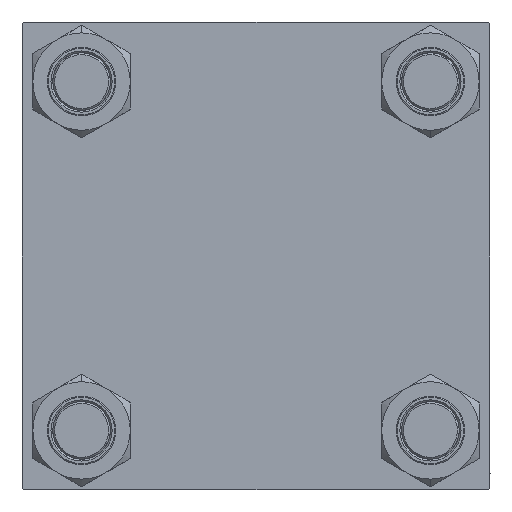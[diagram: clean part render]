
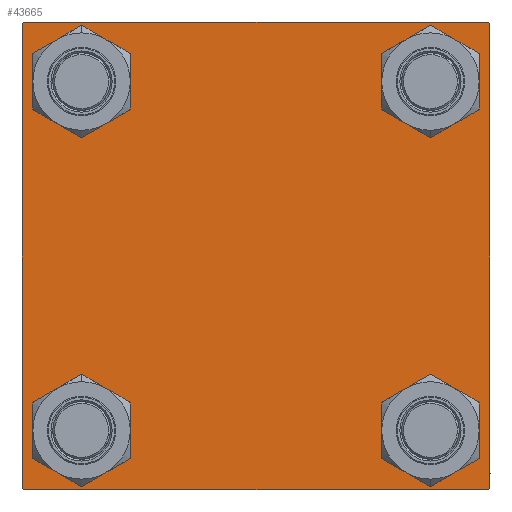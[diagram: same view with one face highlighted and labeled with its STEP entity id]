
A CAD part, left-side view. The second image highlights one B-rep face of the part: STEP entity #43665.
In plain terms, the highlighted planar face has unit normal (-1, 0, 0).
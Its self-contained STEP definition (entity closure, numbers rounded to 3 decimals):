
#77 = CARTESIAN_POINT ( 'NONE',  ( 0., 64.75, -64.75 ) ) ;
#233 = CARTESIAN_POINT ( 'NONE',  ( 0., 65., -64.5 ) ) ;
#287 = ORIENTED_EDGE ( 'NONE', *, *, #1269, .T. ) ;
#333 = AXIS2_PLACEMENT_3D ( 'NONE', #487, #20597, #12918 ) ;
#487 = CARTESIAN_POINT ( 'NONE',  ( 0., 48.45, -48.45 ) ) ;
#647 = VERTEX_POINT ( 'NONE', #37345 ) ;
#900 = EDGE_CURVE ( 'NONE', #3429, #31429, #42297, .T. ) ;
#1025 = VERTEX_POINT ( 'NONE', #44114 ) ;
#1269 = EDGE_CURVE ( 'NONE', #20301, #34874, #47524, .T. ) ;
#1921 = CARTESIAN_POINT ( 'NONE',  ( 0., 64.5, 65. ) ) ;
#2381 = VERTEX_POINT ( 'NONE', #16963 ) ;
#2655 = CARTESIAN_POINT ( 'NONE',  ( 0., 48.45, 56.95 ) ) ;
#2808 = CARTESIAN_POINT ( 'NONE',  ( 0., -48.45, -48.45 ) ) ;
#2841 = CARTESIAN_POINT ( 'NONE',  ( 0., -64.5, -65. ) ) ;
#2859 = VECTOR ( 'NONE', #32248, 1000. ) ;
#2925 = DIRECTION ( 'NONE',  ( 0., 0., 1. ) ) ;
#3193 = VECTOR ( 'NONE', #16219, 1000. ) ;
#3273 = ORIENTED_EDGE ( 'NONE', *, *, #26575, .T. ) ;
#3429 = VERTEX_POINT ( 'NONE', #1921 ) ;
#3872 = AXIS2_PLACEMENT_3D ( 'NONE', #30822, #35580, #42992 ) ;
#3878 = CARTESIAN_POINT ( 'NONE',  ( 0., -48.45, -48.45 ) ) ;
#3971 = VECTOR ( 'NONE', #30924, 1000. ) ;
#4055 = LINE ( 'NONE', #77, #3193 ) ;
#4203 = CIRCLE ( 'NONE', #46436, 8.5 ) ;
#4401 = AXIS2_PLACEMENT_3D ( 'NONE', #2808, #39583, #14991 ) ;
#4681 = VERTEX_POINT ( 'NONE', #15090 ) ;
#4771 = VERTEX_POINT ( 'NONE', #233 ) ;
#5256 = AXIS2_PLACEMENT_3D ( 'NONE', #8005, #12488, #27119 ) ;
#5416 = PLANE ( 'NONE',  #16784 ) ;
#5974 = DIRECTION ( 'NONE',  ( 0., -0.707, 0.707 ) ) ;
#6421 = AXIS2_PLACEMENT_3D ( 'NONE', #14459, #30604, #33542 ) ;
#6499 = CARTESIAN_POINT ( 'NONE',  ( 0., 48.45, -39.95 ) ) ;
#6661 = AXIS2_PLACEMENT_3D ( 'NONE', #3878, #12333, #7588 ) ;
#7140 = LINE ( 'NONE', #27228, #32575 ) ;
#7588 = DIRECTION ( 'NONE',  ( 0., 0., 1. ) ) ;
#7988 = VERTEX_POINT ( 'NONE', #46180 ) ;
#8005 = CARTESIAN_POINT ( 'NONE',  ( 0., 48.45, 48.45 ) ) ;
#8737 = EDGE_CURVE ( 'NONE', #25458, #14020, #35860, .T. ) ;
#10167 = ORIENTED_EDGE ( 'NONE', *, *, #900, .T. ) ;
#10367 = DIRECTION ( 'NONE',  ( 0., 0., 1. ) ) ;
#10403 = LINE ( 'NONE', #14105, #33275 ) ;
#10641 = CIRCLE ( 'NONE', #6421, 8.5 ) ;
#10879 = CIRCLE ( 'NONE', #6661, 8.5 ) ;
#11030 = ORIENTED_EDGE ( 'NONE', *, *, #8737, .T. ) ;
#12258 = EDGE_CURVE ( 'NONE', #22644, #40965, #7140, .T. ) ;
#12333 = DIRECTION ( 'NONE',  ( 1., 0., 0. ) ) ;
#12488 = DIRECTION ( 'NONE',  ( 1., 0., 0. ) ) ;
#12560 = ORIENTED_EDGE ( 'NONE', *, *, #41226, .T. ) ;
#12637 = LINE ( 'NONE', #20065, #2859 ) ;
#12918 = DIRECTION ( 'NONE',  ( 0., 0., 1. ) ) ;
#13380 = EDGE_LOOP ( 'NONE', ( #25192, #49647 ) ) ;
#13384 = VECTOR ( 'NONE', #18501, 1000. ) ;
#13562 = EDGE_CURVE ( 'NONE', #51478, #40965, #30307, .T. ) ;
#14020 = VERTEX_POINT ( 'NONE', #28867 ) ;
#14105 = CARTESIAN_POINT ( 'NONE',  ( 0., -64.75, 64.75 ) ) ;
#14459 = CARTESIAN_POINT ( 'NONE',  ( 0., -48.45, 48.45 ) ) ;
#14991 = DIRECTION ( 'NONE',  ( 0., 0., 1. ) ) ;
#15090 = CARTESIAN_POINT ( 'NONE',  ( 0., -64.5, 65. ) ) ;
#15137 = EDGE_CURVE ( 'NONE', #22835, #2381, #36089, .T. ) ;
#15472 = EDGE_CURVE ( 'NONE', #31429, #4771, #19524, .T. ) ;
#16219 = DIRECTION ( 'NONE',  ( 0., -0.707, -0.707 ) ) ;
#16784 = AXIS2_PLACEMENT_3D ( 'NONE', #17594, #33743, #18895 ) ;
#16963 = CARTESIAN_POINT ( 'NONE',  ( 0., -48.45, 56.95 ) ) ;
#17074 = VECTOR ( 'NONE', #30650, 1000. ) ;
#17594 = CARTESIAN_POINT ( 'NONE',  ( 0., 0., 0. ) ) ;
#17902 = ORIENTED_EDGE ( 'NONE', *, *, #13562, .T. ) ;
#18235 = LINE ( 'NONE', #51023, #13384 ) ;
#18501 = DIRECTION ( 'NONE',  ( 0., -1., 0. ) ) ;
#18609 = DIRECTION ( 'NONE',  ( 0., 0.707, 0.707 ) ) ;
#18895 = DIRECTION ( 'NONE',  ( 0., 0., 1. ) ) ;
#19524 = LINE ( 'NONE', #35168, #3971 ) ;
#19766 = ORIENTED_EDGE ( 'NONE', *, *, #43401, .F. ) ;
#19793 = EDGE_CURVE ( 'NONE', #647, #1025, #10879, .T. ) ;
#20065 = CARTESIAN_POINT ( 'NONE',  ( 0., 65., -65. ) ) ;
#20301 = VERTEX_POINT ( 'NONE', #2655 ) ;
#20597 = DIRECTION ( 'NONE',  ( 1., 0., 0. ) ) ;
#21028 = FACE_BOUND ( 'NONE', #33363, .T. ) ;
#21336 = CIRCLE ( 'NONE', #4401, 8.5 ) ;
#21658 = VECTOR ( 'NONE', #5974, 1000. ) ;
#22644 = VERTEX_POINT ( 'NONE', #30461 ) ;
#22835 = VERTEX_POINT ( 'NONE', #49178 ) ;
#23782 = DIRECTION ( 'NONE',  ( 0., 0., -1. ) ) ;
#23796 = ORIENTED_EDGE ( 'NONE', *, *, #27905, .T. ) ;
#24997 = ORIENTED_EDGE ( 'NONE', *, *, #15137, .T. ) ;
#25192 = ORIENTED_EDGE ( 'NONE', *, *, #19793, .T. ) ;
#25458 = VERTEX_POINT ( 'NONE', #6499 ) ;
#26506 = ORIENTED_EDGE ( 'NONE', *, *, #33090, .T. ) ;
#26575 = EDGE_CURVE ( 'NONE', #22644, #4681, #10403, .T. ) ;
#27119 = DIRECTION ( 'NONE',  ( 0., 0., 1. ) ) ;
#27228 = CARTESIAN_POINT ( 'NONE',  ( 0., -65., 65. ) ) ;
#27314 = ORIENTED_EDGE ( 'NONE', *, *, #35578, .T. ) ;
#27905 = EDGE_CURVE ( 'NONE', #7988, #51478, #12637, .T. ) ;
#28008 = CARTESIAN_POINT ( 'NONE',  ( 0., 48.45, 39.95 ) ) ;
#28867 = CARTESIAN_POINT ( 'NONE',  ( 0., 48.45, -56.95 ) ) ;
#29301 = AXIS2_PLACEMENT_3D ( 'NONE', #39181, #47892, #2925 ) ;
#30307 = LINE ( 'NONE', #33770, #21658 ) ;
#30461 = CARTESIAN_POINT ( 'NONE',  ( 0., -65., 64.5 ) ) ;
#30600 = ORIENTED_EDGE ( 'NONE', *, *, #12258, .F. ) ;
#30604 = DIRECTION ( 'NONE',  ( 1., 0., 0. ) ) ;
#30650 = DIRECTION ( 'NONE',  ( 0., 0.707, -0.707 ) ) ;
#30822 = CARTESIAN_POINT ( 'NONE',  ( 0., 48.45, -48.45 ) ) ;
#30924 = DIRECTION ( 'NONE',  ( 0., 0., -1. ) ) ;
#31429 = VERTEX_POINT ( 'NONE', #38616 ) ;
#31854 = EDGE_LOOP ( 'NONE', ( #287, #38427 ) ) ;
#32248 = DIRECTION ( 'NONE',  ( 0., -1., 0. ) ) ;
#32575 = VECTOR ( 'NONE', #23782, 1000. ) ;
#33090 = EDGE_CURVE ( 'NONE', #14020, #25458, #42754, .T. ) ;
#33275 = VECTOR ( 'NONE', #18609, 1000. ) ;
#33363 = EDGE_LOOP ( 'NONE', ( #11030, #26506 ) ) ;
#33542 = DIRECTION ( 'NONE',  ( 0., 0., 1. ) ) ;
#33743 = DIRECTION ( 'NONE',  ( -1., 0., 0. ) ) ;
#33770 = CARTESIAN_POINT ( 'NONE',  ( 0., -64.75, -64.75 ) ) ;
#34874 = VERTEX_POINT ( 'NONE', #28008 ) ;
#35168 = CARTESIAN_POINT ( 'NONE',  ( 0., 65., 65. ) ) ;
#35507 = CARTESIAN_POINT ( 'NONE',  ( 0., 48.45, 48.45 ) ) ;
#35578 = EDGE_CURVE ( 'NONE', #2381, #22835, #10641, .T. ) ;
#35580 = DIRECTION ( 'NONE',  ( 1., 0., 0. ) ) ;
#35860 = CIRCLE ( 'NONE', #333, 8.5 ) ;
#36089 = CIRCLE ( 'NONE', #29301, 8.5 ) ;
#37173 = FACE_BOUND ( 'NONE', #31854, .T. ) ;
#37345 = CARTESIAN_POINT ( 'NONE',  ( 0., -48.45, -39.95 ) ) ;
#37706 = FACE_BOUND ( 'NONE', #13380, .T. ) ;
#38427 = ORIENTED_EDGE ( 'NONE', *, *, #49037, .T. ) ;
#38616 = CARTESIAN_POINT ( 'NONE',  ( 0., 65., 64.5 ) ) ;
#39048 = ORIENTED_EDGE ( 'NONE', *, *, #15472, .T. ) ;
#39181 = CARTESIAN_POINT ( 'NONE',  ( 0., -48.45, 48.45 ) ) ;
#39360 = EDGE_LOOP ( 'NONE', ( #39048, #12560, #23796, #17902, #30600, #3273, #19766, #10167 ) ) ;
#39583 = DIRECTION ( 'NONE',  ( 1., 0., 0. ) ) ;
#39720 = DIRECTION ( 'NONE',  ( 1., 0., 0. ) ) ;
#40965 = VERTEX_POINT ( 'NONE', #49132 ) ;
#41226 = EDGE_CURVE ( 'NONE', #4771, #7988, #4055, .T. ) ;
#41668 = FACE_OUTER_BOUND ( 'NONE', #39360, .T. ) ;
#42297 = LINE ( 'NONE', #46271, #17074 ) ;
#42450 = FACE_BOUND ( 'NONE', #51816, .T. ) ;
#42754 = CIRCLE ( 'NONE', #3872, 8.5 ) ;
#42992 = DIRECTION ( 'NONE',  ( 0., 0., 1. ) ) ;
#43401 = EDGE_CURVE ( 'NONE', #3429, #4681, #18235, .T. ) ;
#43665 = ADVANCED_FACE ( 'NONE', ( #42450, #37706, #21028, #37173, #41668 ), #5416, .T. ) ;
#44114 = CARTESIAN_POINT ( 'NONE',  ( 0., -48.45, -56.95 ) ) ;
#46180 = CARTESIAN_POINT ( 'NONE',  ( 0., 64.5, -65. ) ) ;
#46271 = CARTESIAN_POINT ( 'NONE',  ( 0., 64.75, 64.75 ) ) ;
#46436 = AXIS2_PLACEMENT_3D ( 'NONE', #35507, #39720, #10367 ) ;
#47524 = CIRCLE ( 'NONE', #5256, 8.5 ) ;
#47892 = DIRECTION ( 'NONE',  ( 1., 0., 0. ) ) ;
#49037 = EDGE_CURVE ( 'NONE', #34874, #20301, #4203, .T. ) ;
#49132 = CARTESIAN_POINT ( 'NONE',  ( 0., -65., -64.5 ) ) ;
#49178 = CARTESIAN_POINT ( 'NONE',  ( 0., -48.45, 39.95 ) ) ;
#49647 = ORIENTED_EDGE ( 'NONE', *, *, #51304, .T. ) ;
#51023 = CARTESIAN_POINT ( 'NONE',  ( 0., 65., 65. ) ) ;
#51304 = EDGE_CURVE ( 'NONE', #1025, #647, #21336, .T. ) ;
#51478 = VERTEX_POINT ( 'NONE', #2841 ) ;
#51816 = EDGE_LOOP ( 'NONE', ( #27314, #24997 ) ) ;
